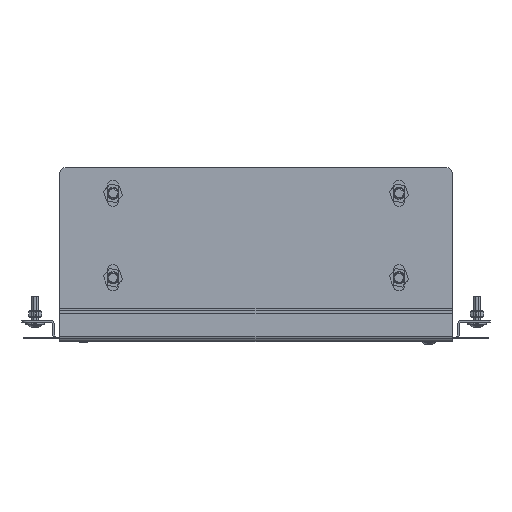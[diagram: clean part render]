
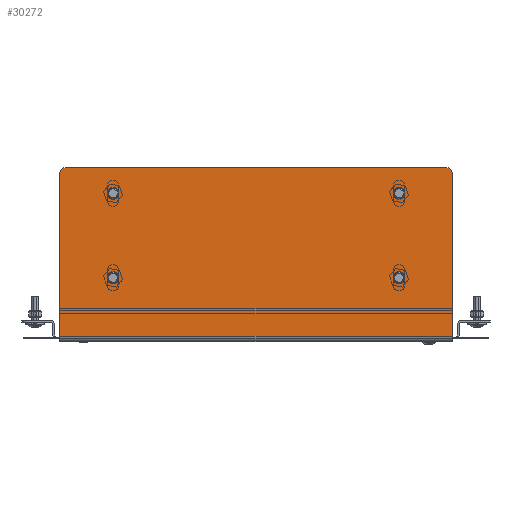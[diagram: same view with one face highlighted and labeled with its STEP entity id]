
A CAD part, front view. The second image highlights one B-rep face of the part: STEP entity #30272.
In plain terms, the highlighted planar face has unit normal (0, -1, 0).
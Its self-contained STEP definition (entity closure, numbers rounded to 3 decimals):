
#301 = FACE_BOUND ( 'NONE', #8341, .T. ) ;
#367 = DIRECTION ( 'NONE',  ( 0., 0., 1. ) ) ;
#374 = ORIENTED_EDGE ( 'NONE', *, *, #25909, .T. ) ;
#961 = EDGE_LOOP ( 'NONE', ( #1814, #8674 ) ) ;
#1814 = ORIENTED_EDGE ( 'NONE', *, *, #7733, .T. ) ;
#1839 = CARTESIAN_POINT ( 'NONE',  ( -110., 0., 118.5 ) ) ;
#2017 = CARTESIAN_POINT ( 'NONE',  ( -151., 0., 0. ) ) ;
#2306 = EDGE_LOOP ( 'NONE', ( #28967, #28802, #6362, #10531, #23968, #35186 ) ) ;
#2406 = CARTESIAN_POINT ( 'NONE',  ( -110., 0., 49. ) ) ;
#2425 = CARTESIAN_POINT ( 'NONE',  ( 151., 0., 4. ) ) ;
#2545 = LINE ( 'NONE', #2017, #32488 ) ;
#2554 = CARTESIAN_POINT ( 'NONE',  ( 151., 0., 4. ) ) ;
#2661 = EDGE_CURVE ( 'NONE', #26027, #10682, #26237, .T. ) ;
#2989 = CARTESIAN_POINT ( 'NONE',  ( 110., 0., 49. ) ) ;
#3153 = ORIENTED_EDGE ( 'NONE', *, *, #31008, .T. ) ;
#3192 = DIRECTION ( 'NONE',  ( 0., 0., 1. ) ) ;
#3204 = FACE_BOUND ( 'NONE', #961, .T. ) ;
#3211 = DIRECTION ( 'NONE',  ( 0., 0., -1. ) ) ;
#3271 = EDGE_CURVE ( 'NONE', #4175, #4405, #4468, .T. ) ;
#3547 = PLANE ( 'NONE',  #28930 ) ;
#3966 = CARTESIAN_POINT ( 'NONE',  ( 110., 0., 44.5 ) ) ;
#4175 = VERTEX_POINT ( 'NONE', #29362 ) ;
#4405 = VERTEX_POINT ( 'NONE', #3966 ) ;
#4468 = CIRCLE ( 'NONE', #7905, 4.5 ) ;
#4890 = DIRECTION ( 'NONE',  ( 0., -1., 0. ) ) ;
#4950 = CARTESIAN_POINT ( 'NONE',  ( -110., 0., 114. ) ) ;
#5169 = LINE ( 'NONE', #2425, #23650 ) ;
#5811 = VECTOR ( 'NONE', #22752, 1000. ) ;
#5888 = VERTEX_POINT ( 'NONE', #21255 ) ;
#6045 = CIRCLE ( 'NONE', #10639, 4.5 ) ;
#6362 = ORIENTED_EDGE ( 'NONE', *, *, #21566, .T. ) ;
#6774 = CARTESIAN_POINT ( 'NONE',  ( -110., 0., 49. ) ) ;
#7142 = DIRECTION ( 'NONE',  ( 0., 1., 0. ) ) ;
#7360 = AXIS2_PLACEMENT_3D ( 'NONE', #2989, #27650, #3192 ) ;
#7626 = CIRCLE ( 'NONE', #25430, 4.5 ) ;
#7733 = EDGE_CURVE ( 'NONE', #28857, #32233, #7626, .T. ) ;
#7815 = DIRECTION ( 'NONE',  ( 0., 0., 1. ) ) ;
#7905 = AXIS2_PLACEMENT_3D ( 'NONE', #22355, #11540, #367 ) ;
#7999 = DIRECTION ( 'NONE',  ( 0., 0., 1. ) ) ;
#8283 = AXIS2_PLACEMENT_3D ( 'NONE', #13787, #22092, #33045 ) ;
#8341 = EDGE_LOOP ( 'NONE', ( #15170, #374 ) ) ;
#8525 = VERTEX_POINT ( 'NONE', #35570 ) ;
#8554 = EDGE_CURVE ( 'NONE', #32233, #28857, #35309, .T. ) ;
#8674 = ORIENTED_EDGE ( 'NONE', *, *, #8554, .T. ) ;
#8869 = DIRECTION ( 'NONE',  ( 0., -1., 0. ) ) ;
#10531 = ORIENTED_EDGE ( 'NONE', *, *, #33430, .F. ) ;
#10639 = AXIS2_PLACEMENT_3D ( 'NONE', #2406, #32641, #7999 ) ;
#10682 = VERTEX_POINT ( 'NONE', #32849 ) ;
#10725 = EDGE_CURVE ( 'NONE', #8525, #13399, #31976, .T. ) ;
#10726 = AXIS2_PLACEMENT_3D ( 'NONE', #22141, #4890, #13142 ) ;
#11301 = DIRECTION ( 'NONE',  ( 0., 0., 1. ) ) ;
#11474 = FACE_BOUND ( 'NONE', #26625, .T. ) ;
#11540 = DIRECTION ( 'NONE',  ( 0., 1., 0. ) ) ;
#12289 = LINE ( 'NONE', #26153, #5811 ) ;
#12641 = CARTESIAN_POINT ( 'NONE',  ( -146., 0., 134. ) ) ;
#13142 = DIRECTION ( 'NONE',  ( 0., 0., 1. ) ) ;
#13399 = VERTEX_POINT ( 'NONE', #25634 ) ;
#13787 = CARTESIAN_POINT ( 'NONE',  ( -110., 0., 114. ) ) ;
#14192 = CIRCLE ( 'NONE', #10726, 5. ) ;
#14200 = CARTESIAN_POINT ( 'NONE',  ( 151., 0., 0. ) ) ;
#14840 = EDGE_CURVE ( 'NONE', #8525, #18622, #27862, .T. ) ;
#14903 = AXIS2_PLACEMENT_3D ( 'NONE', #19148, #18974, #7815 ) ;
#15170 = ORIENTED_EDGE ( 'NONE', *, *, #19546, .T. ) ;
#15347 = AXIS2_PLACEMENT_3D ( 'NONE', #21389, #18164, #16020 ) ;
#15926 = DIRECTION ( 'NONE',  ( 0., 0., -1. ) ) ;
#16020 = DIRECTION ( 'NONE',  ( 0., 0., 1. ) ) ;
#16520 = AXIS2_PLACEMENT_3D ( 'NONE', #33678, #8869, #19680 ) ;
#16672 = CARTESIAN_POINT ( 'NONE',  ( -110., 0., 44.5 ) ) ;
#18164 = DIRECTION ( 'NONE',  ( 0., 1., 0. ) ) ;
#18176 = VERTEX_POINT ( 'NONE', #16672 ) ;
#18622 = VERTEX_POINT ( 'NONE', #2554 ) ;
#18974 = DIRECTION ( 'NONE',  ( 0., 1., 0. ) ) ;
#19148 = CARTESIAN_POINT ( 'NONE',  ( 110., 0., 114. ) ) ;
#19546 = EDGE_CURVE ( 'NONE', #28375, #18176, #22031, .T. ) ;
#19680 = DIRECTION ( 'NONE',  ( 0., 0., 1. ) ) ;
#21255 = CARTESIAN_POINT ( 'NONE',  ( -151., 0., 129. ) ) ;
#21389 = CARTESIAN_POINT ( 'NONE',  ( 110., 0., 114. ) ) ;
#21566 = EDGE_CURVE ( 'NONE', #5888, #24242, #2545, .T. ) ;
#22031 = CIRCLE ( 'NONE', #31183, 4.5 ) ;
#22092 = DIRECTION ( 'NONE',  ( 0., 1., 0. ) ) ;
#22141 = CARTESIAN_POINT ( 'NONE',  ( -146., 0., 129. ) ) ;
#22355 = CARTESIAN_POINT ( 'NONE',  ( 110., 0., 49. ) ) ;
#22752 = DIRECTION ( 'NONE',  ( -1., 0., 0. ) ) ;
#22972 = FACE_OUTER_BOUND ( 'NONE', #2306, .T. ) ;
#23333 = DIRECTION ( 'NONE',  ( 0., 0., 1. ) ) ;
#23479 = EDGE_CURVE ( 'NONE', #24643, #5888, #14192, .T. ) ;
#23650 = VECTOR ( 'NONE', #27448, 1000. ) ;
#23968 = ORIENTED_EDGE ( 'NONE', *, *, #14840, .F. ) ;
#24178 = DIRECTION ( 'NONE',  ( 0., 1., 0. ) ) ;
#24220 = CARTESIAN_POINT ( 'NONE',  ( -110., 0., 53.5 ) ) ;
#24242 = VERTEX_POINT ( 'NONE', #31216 ) ;
#24643 = VERTEX_POINT ( 'NONE', #12641 ) ;
#25173 = FACE_BOUND ( 'NONE', #33092, .T. ) ;
#25430 = AXIS2_PLACEMENT_3D ( 'NONE', #4950, #24178, #35137 ) ;
#25634 = CARTESIAN_POINT ( 'NONE',  ( 146., 0., 134. ) ) ;
#25909 = EDGE_CURVE ( 'NONE', #18176, #28375, #6045, .T. ) ;
#26027 = VERTEX_POINT ( 'NONE', #30825 ) ;
#26153 = CARTESIAN_POINT ( 'NONE',  ( 151., 0., 134. ) ) ;
#26237 = CIRCLE ( 'NONE', #15347, 4.5 ) ;
#26302 = CIRCLE ( 'NONE', #7360, 4.5 ) ;
#26625 = EDGE_LOOP ( 'NONE', ( #30729, #28685 ) ) ;
#26753 = ORIENTED_EDGE ( 'NONE', *, *, #2661, .T. ) ;
#27448 = DIRECTION ( 'NONE',  ( -1., 0., 0. ) ) ;
#27650 = DIRECTION ( 'NONE',  ( 0., 1., 0. ) ) ;
#27854 = CARTESIAN_POINT ( 'NONE',  ( 151., 0., 0. ) ) ;
#27862 = LINE ( 'NONE', #14200, #31731 ) ;
#28083 = EDGE_CURVE ( 'NONE', #4405, #4175, #26302, .T. ) ;
#28097 = CIRCLE ( 'NONE', #14903, 4.5 ) ;
#28375 = VERTEX_POINT ( 'NONE', #24220 ) ;
#28685 = ORIENTED_EDGE ( 'NONE', *, *, #28083, .T. ) ;
#28802 = ORIENTED_EDGE ( 'NONE', *, *, #23479, .T. ) ;
#28857 = VERTEX_POINT ( 'NONE', #1839 ) ;
#28930 = AXIS2_PLACEMENT_3D ( 'NONE', #27854, #31054, #11301 ) ;
#28967 = ORIENTED_EDGE ( 'NONE', *, *, #32372, .T. ) ;
#29362 = CARTESIAN_POINT ( 'NONE',  ( 110., 0., 53.5 ) ) ;
#30272 = ADVANCED_FACE ( 'NONE', ( #11474, #25173, #3204, #301, #22972 ), #3547, .F. ) ;
#30666 = CARTESIAN_POINT ( 'NONE',  ( -110., 0., 109.5 ) ) ;
#30729 = ORIENTED_EDGE ( 'NONE', *, *, #3271, .T. ) ;
#30825 = CARTESIAN_POINT ( 'NONE',  ( 110., 0., 118.5 ) ) ;
#31008 = EDGE_CURVE ( 'NONE', #10682, #26027, #28097, .T. ) ;
#31054 = DIRECTION ( 'NONE',  ( 0., 1., 0. ) ) ;
#31183 = AXIS2_PLACEMENT_3D ( 'NONE', #6774, #7142, #23333 ) ;
#31216 = CARTESIAN_POINT ( 'NONE',  ( -151., 0., 4. ) ) ;
#31731 = VECTOR ( 'NONE', #3211, 1000. ) ;
#31976 = CIRCLE ( 'NONE', #16520, 5. ) ;
#32233 = VERTEX_POINT ( 'NONE', #30666 ) ;
#32372 = EDGE_CURVE ( 'NONE', #13399, #24643, #12289, .T. ) ;
#32488 = VECTOR ( 'NONE', #15926, 1000. ) ;
#32641 = DIRECTION ( 'NONE',  ( 0., 1., 0. ) ) ;
#32849 = CARTESIAN_POINT ( 'NONE',  ( 110., 0., 109.5 ) ) ;
#33045 = DIRECTION ( 'NONE',  ( 0., 0., 1. ) ) ;
#33092 = EDGE_LOOP ( 'NONE', ( #26753, #3153 ) ) ;
#33430 = EDGE_CURVE ( 'NONE', #18622, #24242, #5169, .T. ) ;
#33678 = CARTESIAN_POINT ( 'NONE',  ( 146., 0., 129. ) ) ;
#35137 = DIRECTION ( 'NONE',  ( 0., 0., 1. ) ) ;
#35186 = ORIENTED_EDGE ( 'NONE', *, *, #10725, .T. ) ;
#35309 = CIRCLE ( 'NONE', #8283, 4.5 ) ;
#35570 = CARTESIAN_POINT ( 'NONE',  ( 151., 0., 129. ) ) ;
